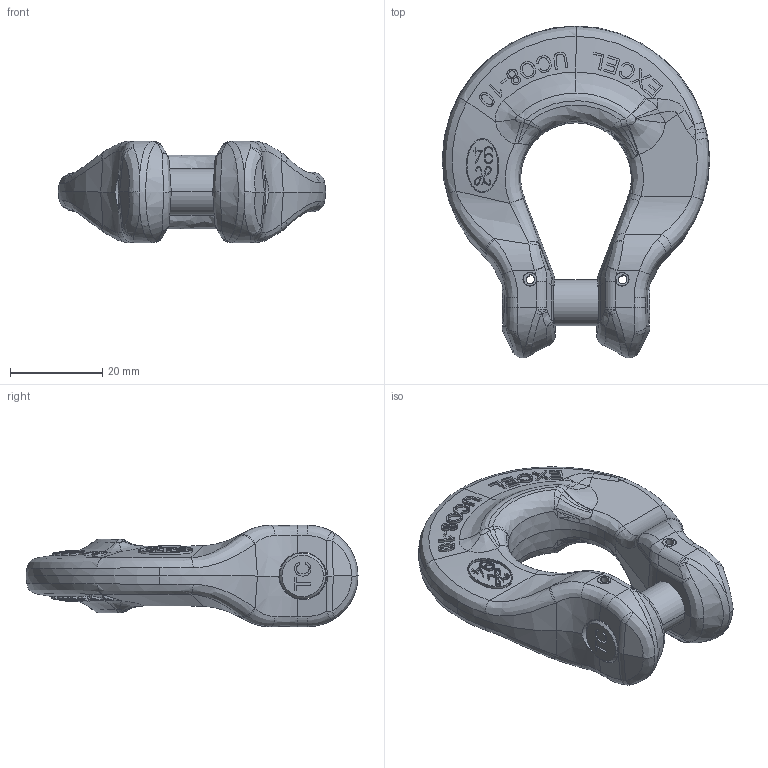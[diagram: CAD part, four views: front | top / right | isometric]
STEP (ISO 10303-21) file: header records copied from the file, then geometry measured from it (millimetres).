
FILE_DESCRIPTION(('STEP AP214'),'1');
FILE_NAME('uco8.stp','2018-02-28T09:16:47',('TraceParts'),('TraceParts S.A.'),'Spatial InterOp 3D',' ',' ');
FILE_SCHEMA(('automotive_design'));
Length unit declared in the file: millimetre
Products named in the file (4): uco8_1; uco8_2; uco8_3; uco8_4
Bounding box: 58 x 72 x 22 mm (x, y, z)
Volume: 28325.6 mm3; surface area: 11024.5 mm2
Topology: 4 solids, 4 shells, 767 faces, 1954 edges, 1224 vertices
Faces by surface type: bspline 404, plane 242, cylinder 85, cone 36
Entity records: 47669 total; most frequent: CARTESIAN_POINT 26488, ORIENTED_EDGE 3890, EDGE_CURVE 1945, DIRECTION 1822, VERTEX_POINT 1224, B_SPLINE_CURVE_WITH_KNOTS 1041, EDGE_LOOP 821, STYLED_ITEM 771
